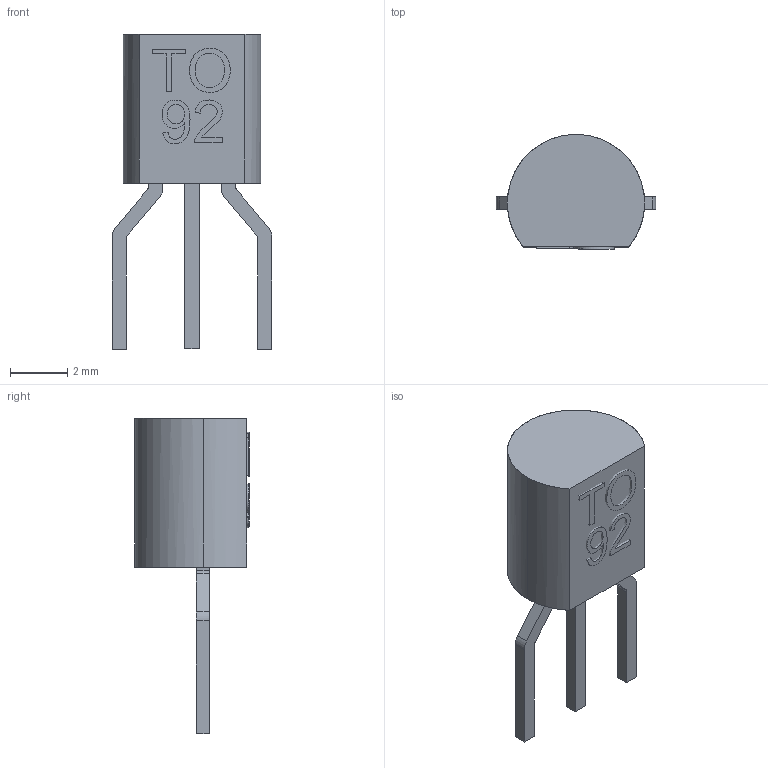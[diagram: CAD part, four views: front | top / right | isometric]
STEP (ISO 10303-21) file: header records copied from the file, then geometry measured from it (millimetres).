
FILE_DESCRIPTION(/* description */ (''),/* implementation_level */ '2;1');
FILE_NAME(/* name */ 'TO-92-~3',/* time_stamp */ '2017-04-10T15:25:20+03:00',/* author */ (''),/* organization */ (''),/* preprocessor_version */ 'ST-DEVELOPER v15',/* originating_system */ '',/* authorisation */ '');
FILE_SCHEMA (('AUTOMOTIVE_DESIGN'));
Length unit declared in the file: millimetre
Products named in the file (1): Document
Bounding box: 5.57 x 4.02 x 11.02 mm (x, y, z)
Volume: 0.4 mm3; surface area: 151.5 mm2
Topology: 4 solids, 41 shells, 68 faces, 261 edges, 238 vertices
Faces by surface type: plane 36, bspline 32
Entity records: 3521 total; most frequent: CARTESIAN_POINT 1649, ORIENTED_EDGE 330, EDGE_CURVE 261, VERTEX_POINT 238, B_SPLINE_CURVE_WITH_KNOTS 217, EDGE_LOOP 75, ADVANCED_FACE 68, FACE_OUTER_BOUND 68
